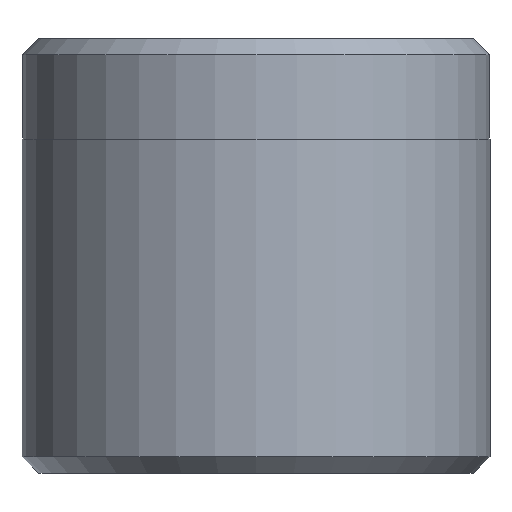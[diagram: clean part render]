
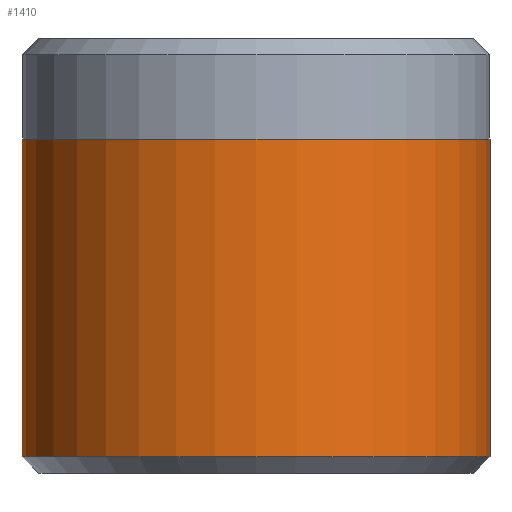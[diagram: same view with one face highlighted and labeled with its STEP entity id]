
A CAD part, front view. The second image highlights one B-rep face of the part: STEP entity #1410.
In plain terms, the highlighted cylindrical face has radius 7 mm (diameter 14 mm), a partial arc.
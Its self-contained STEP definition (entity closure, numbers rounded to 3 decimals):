
#40 = DIRECTION ( 'NONE',  ( 0., 0., 1. ) ) ;
#44 = ORIENTED_EDGE ( 'NONE', *, *, #833, .T. ) ;
#107 = CARTESIAN_POINT ( 'NONE',  ( -7., 0., 10. ) ) ;
#115 = ORIENTED_EDGE ( 'NONE', *, *, #1360, .F. ) ;
#240 = VERTEX_POINT ( 'NONE', #891 ) ;
#273 = EDGE_CURVE ( 'NONE', #240, #1552, #419, .T. ) ;
#308 = EDGE_CURVE ( 'NONE', #1035, #1552, #1457, .T. ) ;
#320 = VECTOR ( 'NONE', #1539, 1000. ) ;
#399 = VERTEX_POINT ( 'NONE', #107 ) ;
#419 = CIRCLE ( 'NONE', #830, 7. ) ;
#423 = CARTESIAN_POINT ( 'NONE',  ( 7., 0., 10. ) ) ;
#468 = DIRECTION ( 'NONE',  ( -1., 0., 0. ) ) ;
#592 = DIRECTION ( 'NONE',  ( 0., 0., -1. ) ) ;
#613 = CARTESIAN_POINT ( 'NONE',  ( 7., 0., 13. ) ) ;
#619 = DIRECTION ( 'NONE',  ( 1., 0., 0. ) ) ;
#627 = DIRECTION ( 'NONE',  ( 0., 0., 1. ) ) ;
#637 = CARTESIAN_POINT ( 'NONE',  ( 0., 0., 0.5 ) ) ;
#692 = LINE ( 'NONE', #1406, #320 ) ;
#716 = ORIENTED_EDGE ( 'NONE', *, *, #273, .T. ) ;
#729 = VECTOR ( 'NONE', #592, 1000. ) ;
#795 = EDGE_LOOP ( 'NONE', ( #897, #115, #44, #716 ) ) ;
#830 = AXIS2_PLACEMENT_3D ( 'NONE', #637, #627, #619 ) ;
#833 = EDGE_CURVE ( 'NONE', #399, #240, #692, .T. ) ;
#844 = CARTESIAN_POINT ( 'NONE',  ( 0., 0., 10. ) ) ;
#891 = CARTESIAN_POINT ( 'NONE',  ( -7., 0., 0.5 ) ) ;
#897 = ORIENTED_EDGE ( 'NONE', *, *, #308, .F. ) ;
#906 = AXIS2_PLACEMENT_3D ( 'NONE', #844, #40, #970 ) ;
#970 = DIRECTION ( 'NONE',  ( 1., 0., 0. ) ) ;
#1035 = VERTEX_POINT ( 'NONE', #423 ) ;
#1164 = CARTESIAN_POINT ( 'NONE',  ( 7., 0., 0.5 ) ) ;
#1360 = EDGE_CURVE ( 'NONE', #399, #1035, #1454, .T. ) ;
#1368 = CYLINDRICAL_SURFACE ( 'NONE', #1605, 7. ) ;
#1377 = CARTESIAN_POINT ( 'NONE',  ( 0., 0., 13. ) ) ;
#1406 = CARTESIAN_POINT ( 'NONE',  ( -7., 0., 13. ) ) ;
#1410 = ADVANCED_FACE ( 'NONE', ( #1416 ), #1368, .T. ) ;
#1416 = FACE_OUTER_BOUND ( 'NONE', #795, .T. ) ;
#1454 = CIRCLE ( 'NONE', #906, 7. ) ;
#1457 = LINE ( 'NONE', #613, #729 ) ;
#1504 = DIRECTION ( 'NONE',  ( 0., 0., -1. ) ) ;
#1539 = DIRECTION ( 'NONE',  ( 0., 0., -1. ) ) ;
#1552 = VERTEX_POINT ( 'NONE', #1164 ) ;
#1605 = AXIS2_PLACEMENT_3D ( 'NONE', #1377, #1504, #468 ) ;
